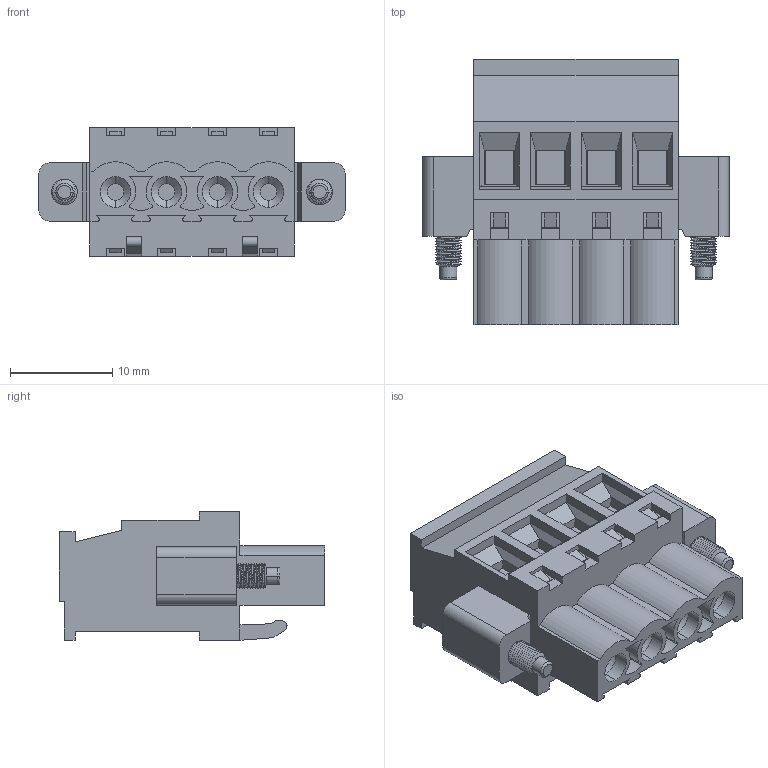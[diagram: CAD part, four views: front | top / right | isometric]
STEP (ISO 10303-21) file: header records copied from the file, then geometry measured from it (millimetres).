
FILE_DESCRIPTION((''),'2;1');
FILE_NAME('WJ2EDGKBM-500-4P-00A','2017-03-15T',('QZY'),(''),'CREO PARAMETRIC BY PTC INC, 2014440','CREO PARAMETRIC BY PTC INC, 2014440','');
FILE_SCHEMA(('CONFIG_CONTROL_DESIGN'));
Length unit declared in the file: millimetre
Products named in the file (1): WJ2EDGKBM-500-4P-00A
Bounding box: 30 x 26 x 12.6 mm (x, y, z)
Volume: 4573 mm3; surface area: 3551.7 mm2
Topology: 1 solids, 1 shells, 473 faces, 1208 edges, 762 vertices
Faces by surface type: plane 266, cylinder 99, cone 48, bspline 32, torus 28
Entity records: 19685 total; most frequent: CARTESIAN_POINT 8409, ORIENTED_EDGE 2392, DIRECTION 2238, EDGE_CURVE 1196, VECTOR 800, LINE 800, VERTEX_POINT 756, AXIS2_PLACEMENT_3D 719
